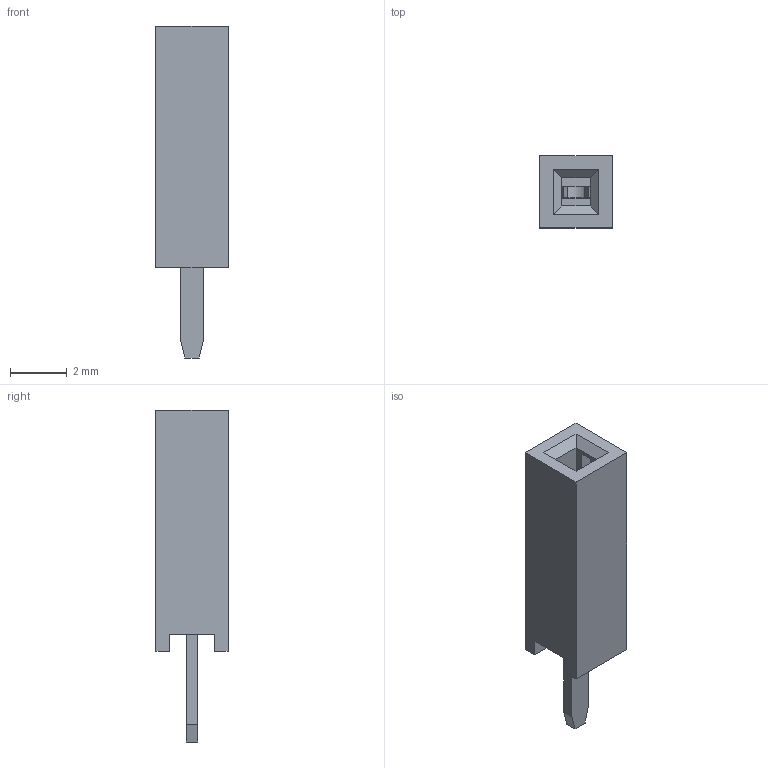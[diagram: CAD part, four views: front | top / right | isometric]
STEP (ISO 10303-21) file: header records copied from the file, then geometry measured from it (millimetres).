
FILE_DESCRIPTION(/* description */ ('STEP AP214'),/* implementation_level */ '2;1');
FILE_NAME(/* name */ 'PB-1x V1.stp',/* time_stamp */ '2021-10-01T17:57:41+06:00',/* author */ ('WSE-PC04'),/* organization */ (''),/* preprocessor_version */ 'ST-DEVELOPER v18.1',/* originating_system */ 'Autodesk Inventor 2021',/* authorisation */ '');
FILE_SCHEMA (('AUTOMOTIVE_DESIGN { 1 0 10303 214 3 1 1 }'));
Length unit declared in the file: millimetre
Products named in the file (1): User Library-HeaderRangLuocDonThang2_54mm
Bounding box: 2.54 x 2.54 x 11.7 mm (x, y, z)
Volume: 45.7 mm3; surface area: 173.3 mm2
Topology: 1 solids, 1 shells, 48 faces, 134 edges, 88 vertices
Faces by surface type: plane 47, cylinder 1
Entity records: 1623 total; most frequent: CARTESIAN_POINT 271, ORIENTED_EDGE 268, DIRECTION 234, EDGE_CURVE 134, LINE 132, VECTOR 132, VERTEX_POINT 88, EDGE_LOOP 52
